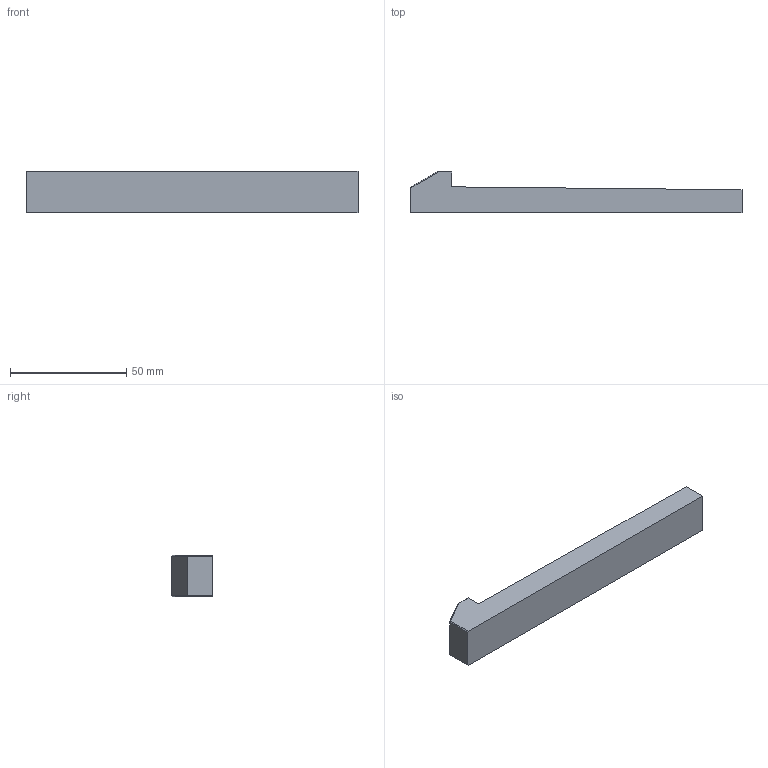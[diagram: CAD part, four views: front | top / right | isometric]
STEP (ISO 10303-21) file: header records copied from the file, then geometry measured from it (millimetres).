
FILE_DESCRIPTION( ( 'STEP AP214' ), '1' );
FILE_NAME( 'psolqas_21336_0.stp', '2021-07-19T09:10:22', ( 'License CC BY-ND 4.0' ), ( 'CADENAS' ), ' ', 'PARTsolutions', ' ' );
FILE_SCHEMA( ( 'AUTOMOTIVE_DESIGN { 1 0 10303 214 1 1 1 1 }' ) );
Length unit declared in the file: metre
Products named in the file (1): HI_Nasenkeil DIN 6887 10 30 1811 1250/001
Bounding box: 143 x 18 x 18 mm (x, y, z)
Volume: 28857 mm3; surface area: 8873.4 mm2
Topology: 1 solids, 1 shells, 15 faces, 35 edges, 22 vertices
Faces by surface type: plane 15
Entity records: 553 total; most frequent: CARTESIAN_POINT 73, ORIENTED_EDGE 70, DIRECTION 67, EDGE_CURVE 35, LINE 35, VECTOR 35, VERTEX_POINT 22, AXIS2_PLACEMENT_3D 16
